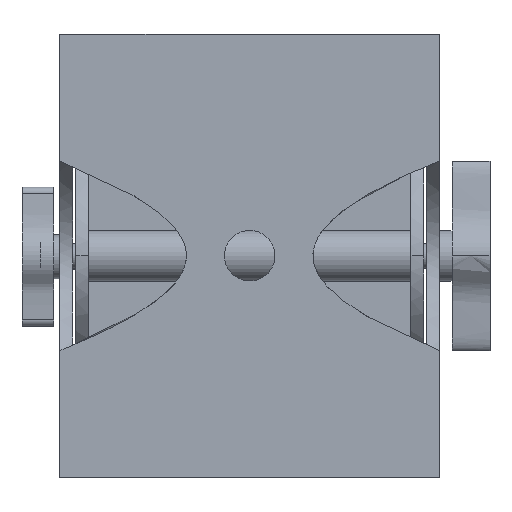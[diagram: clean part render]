
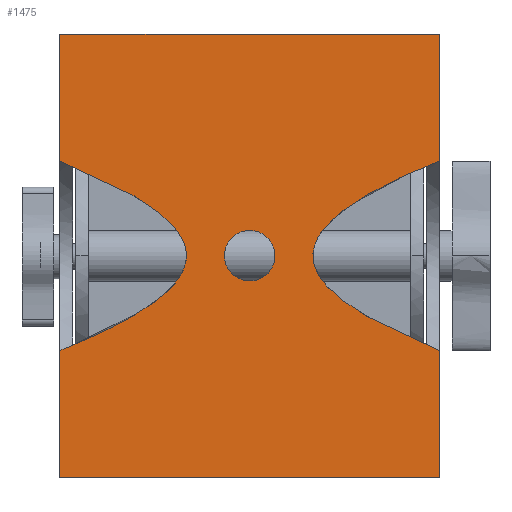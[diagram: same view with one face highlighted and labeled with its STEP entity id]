
A CAD part, top view. The second image highlights one B-rep face of the part: STEP entity #1475.
In plain terms, the highlighted planar face has unit normal (0, 0, 1).
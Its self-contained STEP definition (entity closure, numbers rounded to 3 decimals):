
#19=FACE_BOUND('',#455,.T.);
#99=(
BOUNDED_CURVE()
B_SPLINE_CURVE(5,(#3453,#3454,#3455,#3456,#3457,#3458,#3459,#3460,#3461,
#3462,#3463,#3464,#3465,#3466,#3467),.UNSPECIFIED.,.F.,.F.)
B_SPLINE_CURVE_WITH_KNOTS((6,1,1,1,1,1,1,1,1,1,6),(0.,0.1,0.2,0.3,0.4,0.5,
0.6,0.7,0.8,0.9,1.),.UNSPECIFIED.)
CURVE()
GEOMETRIC_REPRESENTATION_ITEM()
RATIONAL_B_SPLINE_CURVE((1.,1.,1.,1.,1.,1.,1.,1.,1.,1.,1.,1.,1.,1.,1.))
REPRESENTATION_ITEM('')
);
#100=(
BOUNDED_CURVE()
B_SPLINE_CURVE(5,(#3471,#3472,#3473,#3474,#3475,#3476,#3477,#3478,#3479,
#3480,#3481,#3482,#3483,#3484,#3485),.UNSPECIFIED.,.F.,.F.)
B_SPLINE_CURVE_WITH_KNOTS((6,1,1,1,1,1,1,1,1,1,6),(-1.,-0.9,-0.8,-0.7,-0.6,
-0.5,-0.4,-0.3,-0.2,-0.1,0.),.UNSPECIFIED.)
CURVE()
GEOMETRIC_REPRESENTATION_ITEM()
RATIONAL_B_SPLINE_CURVE((1.,1.,1.,1.,1.,1.,1.,1.,1.,1.,1.,1.,1.,1.,1.))
REPRESENTATION_ITEM('')
);
#125=LINE('',#2828,#225);
#130=LINE('',#2923,#230);
#133=LINE('',#2944,#233);
#136=LINE('',#2948,#236);
#158=LINE('',#3098,#258);
#163=LINE('',#3279,#263);
#167=LINE('',#3469,#267);
#168=LINE('',#3486,#268);
#225=VECTOR('',#1743,10.);
#230=VECTOR('',#1750,10.);
#233=VECTOR('',#1755,10.);
#236=VECTOR('',#1758,10.);
#258=VECTOR('',#1830,10.);
#263=VECTOR('',#1841,10.);
#267=VECTOR('',#1851,10.);
#268=VECTOR('',#1852,10.);
#363=FACE_OUTER_BOUND('',#454,.T.);
#454=EDGE_LOOP('',(#1137,#1138,#1139,#1140,#1141,#1142,#1143,#1144,#1145,
#1146));
#455=EDGE_LOOP('',(#1147));
#550=CIRCLE('',#1558,4.);
#626=VERTEX_POINT('',#2800);
#633=VERTEX_POINT('',#2821);
#636=VERTEX_POINT('',#2826);
#644=VERTEX_POINT('',#2920);
#645=VERTEX_POINT('',#2922);
#647=VERTEX_POINT('',#2943);
#648=VERTEX_POINT('',#2946);
#685=VERTEX_POINT('',#3096);
#690=VERTEX_POINT('',#3278);
#693=VERTEX_POINT('',#3468);
#694=VERTEX_POINT('',#3470);
#773=EDGE_CURVE('',#626,#626,#550,.T.);
#786=EDGE_CURVE('',#633,#636,#125,.T.);
#795=EDGE_CURVE('',#644,#645,#130,.T.);
#799=EDGE_CURVE('',#645,#647,#133,.T.);
#802=EDGE_CURVE('',#648,#636,#136,.T.);
#849=EDGE_CURVE('',#685,#648,#158,.T.);
#860=EDGE_CURVE('',#690,#647,#163,.T.);
#867=EDGE_CURVE('',#644,#633,#99,.T.);
#868=EDGE_CURVE('',#685,#693,#167,.T.);
#869=EDGE_CURVE('',#693,#694,#100,.T.);
#870=EDGE_CURVE('',#694,#690,#168,.T.);
#1137=ORIENTED_EDGE('',*,*,#867,.T.);
#1138=ORIENTED_EDGE('',*,*,#786,.T.);
#1139=ORIENTED_EDGE('',*,*,#802,.F.);
#1140=ORIENTED_EDGE('',*,*,#849,.F.);
#1141=ORIENTED_EDGE('',*,*,#868,.T.);
#1142=ORIENTED_EDGE('',*,*,#869,.T.);
#1143=ORIENTED_EDGE('',*,*,#870,.T.);
#1144=ORIENTED_EDGE('',*,*,#860,.T.);
#1145=ORIENTED_EDGE('',*,*,#799,.F.);
#1146=ORIENTED_EDGE('',*,*,#795,.F.);
#1147=ORIENTED_EDGE('',*,*,#773,.T.);
#1420=PLANE('',#1601);
#1475=ADVANCED_FACE('',(#363,#19),#1420,.T.);
#1558=AXIS2_PLACEMENT_3D('',#2801,#1715,#1716);
#1601=AXIS2_PLACEMENT_3D('',#3452,#1849,#1850);
#1715=DIRECTION('center_axis',(0.,0.,-1.));
#1716=DIRECTION('ref_axis',(-1.,0.,0.));
#1743=DIRECTION('',(-1.,0.,0.));
#1750=DIRECTION('',(-1.,0.,0.));
#1755=DIRECTION('',(0.,1.,0.));
#1758=DIRECTION('',(0.,1.,0.));
#1830=DIRECTION('',(-1.,0.,0.));
#1841=DIRECTION('',(-1.,0.,0.));
#1849=DIRECTION('center_axis',(0.,0.,1.));
#1850=DIRECTION('ref_axis',(1.,0.,0.));
#1851=DIRECTION('',(0.,1.,0.));
#1852=DIRECTION('',(0.,1.,0.));
#2800=CARTESIAN_POINT('',(34.,35.,54.));
#2801=CARTESIAN_POINT('Origin',(30.,35.,54.));
#2821=CARTESIAN_POINT('',(0.,20.,54.));
#2826=CARTESIAN_POINT('',(-0.01,20.,54.));
#2828=CARTESIAN_POINT('',(0.,20.,54.));
#2920=CARTESIAN_POINT('',(0.,50.,54.));
#2922=CARTESIAN_POINT('',(-0.01,50.,54.));
#2923=CARTESIAN_POINT('',(0.,50.,54.));
#2943=CARTESIAN_POINT('',(-0.01,70.,54.));
#2944=CARTESIAN_POINT('',(-0.01,70.,54.));
#2946=CARTESIAN_POINT('',(-0.01,0.,54.));
#2948=CARTESIAN_POINT('',(-0.01,70.,54.));
#3096=CARTESIAN_POINT('',(60.,0.,54.));
#3098=CARTESIAN_POINT('',(0.,0.,54.));
#3278=CARTESIAN_POINT('',(60.,70.,54.));
#3279=CARTESIAN_POINT('',(60.,70.,54.));
#3452=CARTESIAN_POINT('Origin',(30.,35.,54.));
#3453=CARTESIAN_POINT('Ctrl Pts',(0.,50.,54.));
#3454=CARTESIAN_POINT('Ctrl Pts',(1.517,49.4,54.));
#3455=CARTESIAN_POINT('Ctrl Pts',(4.418,48.2,54.));
#3456=CARTESIAN_POINT('Ctrl Pts',(8.373,46.4,54.));
#3457=CARTESIAN_POINT('Ctrl Pts',(12.838,44.,54.));
#3458=CARTESIAN_POINT('Ctrl Pts',(16.981,41.,54.));
#3459=CARTESIAN_POINT('Ctrl Pts',(19.558,38.,54.));
#3460=CARTESIAN_POINT('Ctrl Pts',(20.44,35.,54.));
#3461=CARTESIAN_POINT('Ctrl Pts',(19.558,32.,54.));
#3462=CARTESIAN_POINT('Ctrl Pts',(16.981,29.,54.));
#3463=CARTESIAN_POINT('Ctrl Pts',(12.838,26.,54.));
#3464=CARTESIAN_POINT('Ctrl Pts',(8.373,23.6,54.));
#3465=CARTESIAN_POINT('Ctrl Pts',(4.418,21.8,54.));
#3466=CARTESIAN_POINT('Ctrl Pts',(1.517,20.6,54.));
#3467=CARTESIAN_POINT('Ctrl Pts',(0.,20.,54.));
#3468=CARTESIAN_POINT('',(60.,20.,54.));
#3469=CARTESIAN_POINT('',(60.,0.,54.));
#3470=CARTESIAN_POINT('',(60.,50.,54.));
#3471=CARTESIAN_POINT('Ctrl Pts',(60.,20.,54.));
#3472=CARTESIAN_POINT('Ctrl Pts',(58.483,20.6,54.));
#3473=CARTESIAN_POINT('Ctrl Pts',(55.582,21.8,54.));
#3474=CARTESIAN_POINT('Ctrl Pts',(51.627,23.6,54.));
#3475=CARTESIAN_POINT('Ctrl Pts',(47.162,26.,54.));
#3476=CARTESIAN_POINT('Ctrl Pts',(43.019,29.,54.));
#3477=CARTESIAN_POINT('Ctrl Pts',(40.442,32.,54.));
#3478=CARTESIAN_POINT('Ctrl Pts',(39.56,35.,54.));
#3479=CARTESIAN_POINT('Ctrl Pts',(40.442,38.,54.));
#3480=CARTESIAN_POINT('Ctrl Pts',(43.019,41.,54.));
#3481=CARTESIAN_POINT('Ctrl Pts',(47.162,44.,54.));
#3482=CARTESIAN_POINT('Ctrl Pts',(51.627,46.4,54.));
#3483=CARTESIAN_POINT('Ctrl Pts',(55.582,48.2,54.));
#3484=CARTESIAN_POINT('Ctrl Pts',(58.483,49.4,54.));
#3485=CARTESIAN_POINT('Ctrl Pts',(60.,50.,54.));
#3486=CARTESIAN_POINT('',(60.,0.,54.));
